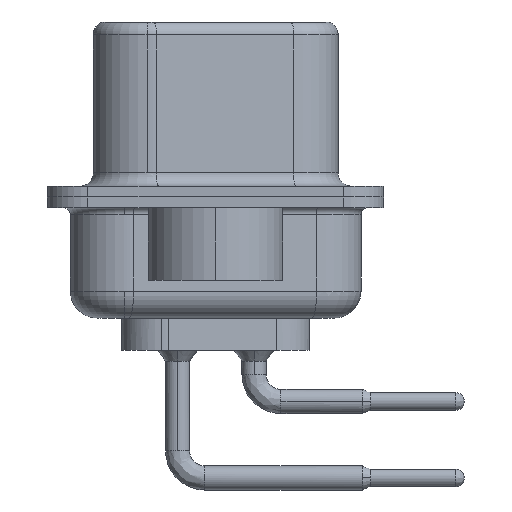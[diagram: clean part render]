
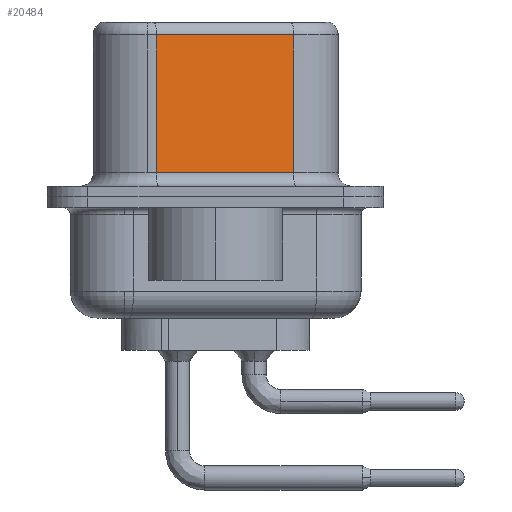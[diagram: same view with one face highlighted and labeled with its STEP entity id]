
A CAD part, left-side view. The second image highlights one B-rep face of the part: STEP entity #20484.
In plain terms, the highlighted planar face has unit normal (-0.985, -0.174, 0).
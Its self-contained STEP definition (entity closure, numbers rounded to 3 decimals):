
#213 = ORIENTED_EDGE ( 'NONE', *, *, #6397, .T. ) ;
#455 = CARTESIAN_POINT ( 'NONE',  ( 4.58, -2.897, 6.02 ) ) ;
#2703 = CARTESIAN_POINT ( 'NONE',  ( 3.68, 2.203, 6.52 ) ) ;
#2972 = EDGE_CURVE ( 'NONE', #10542, #18403, #3312, .T. ) ;
#3238 = ORIENTED_EDGE ( 'NONE', *, *, #8416, .F. ) ;
#3312 = LINE ( 'NONE', #2703, #8619 ) ;
#3342 = DIRECTION ( 'NONE',  ( 0., 0., -1. ) ) ;
#3703 = VERTEX_POINT ( 'NONE', #21006 ) ;
#4527 = CARTESIAN_POINT ( 'NONE',  ( 3.68, 2.203, 0.9 ) ) ;
#4656 = VECTOR ( 'NONE', #16508, 1000. ) ;
#6397 = EDGE_CURVE ( 'NONE', #7066, #10542, #25735, .T. ) ;
#6920 = DIRECTION ( 'NONE',  ( 0.174, -0.985, 0. ) ) ;
#7066 = VERTEX_POINT ( 'NONE', #455 ) ;
#7994 = CARTESIAN_POINT ( 'NONE',  ( 3.68, 2.203, 6.02 ) ) ;
#8416 = EDGE_CURVE ( 'NONE', #7066, #3703, #25982, .T. ) ;
#8619 = VECTOR ( 'NONE', #3342, 1000. ) ;
#9724 = VECTOR ( 'NONE', #20046, 1000. ) ;
#10542 = VERTEX_POINT ( 'NONE', #7994 ) ;
#11209 = FACE_OUTER_BOUND ( 'NONE', #19683, .T. ) ;
#12020 = DIRECTION ( 'NONE',  ( -0.174, 0.985, 0. ) ) ;
#12488 = CARTESIAN_POINT ( 'NONE',  ( 4.58, -2.897, 6.52 ) ) ;
#13937 = CARTESIAN_POINT ( 'NONE',  ( 4.58, -2.897, 6.52 ) ) ;
#13982 = CARTESIAN_POINT ( 'NONE',  ( 4.58, -2.897, 6.02 ) ) ;
#15546 = AXIS2_PLACEMENT_3D ( 'NONE', #13937, #24019, #12020 ) ;
#16508 = DIRECTION ( 'NONE',  ( 0., 0., -1. ) ) ;
#16908 = CARTESIAN_POINT ( 'NONE',  ( 4.58, -2.897, 0.9 ) ) ;
#16941 = VECTOR ( 'NONE', #6920, 1000. ) ;
#17276 = ORIENTED_EDGE ( 'NONE', *, *, #2972, .T. ) ;
#17351 = EDGE_CURVE ( 'NONE', #18403, #3703, #18203, .T. ) ;
#17944 = PLANE ( 'NONE',  #15546 ) ;
#18203 = LINE ( 'NONE', #16908, #16941 ) ;
#18403 = VERTEX_POINT ( 'NONE', #4527 ) ;
#19683 = EDGE_LOOP ( 'NONE', ( #3238, #213, #17276, #21260 ) ) ;
#20046 = DIRECTION ( 'NONE',  ( -0.174, 0.985, 0. ) ) ;
#20484 = ADVANCED_FACE ( 'NONE', ( #11209 ), #17944, .F. ) ;
#21006 = CARTESIAN_POINT ( 'NONE',  ( 4.58, -2.897, 0.9 ) ) ;
#21260 = ORIENTED_EDGE ( 'NONE', *, *, #17351, .T. ) ;
#24019 = DIRECTION ( 'NONE',  ( 0.985, 0.174, 0. ) ) ;
#25735 = LINE ( 'NONE', #13982, #9724 ) ;
#25982 = LINE ( 'NONE', #12488, #4656 ) ;
